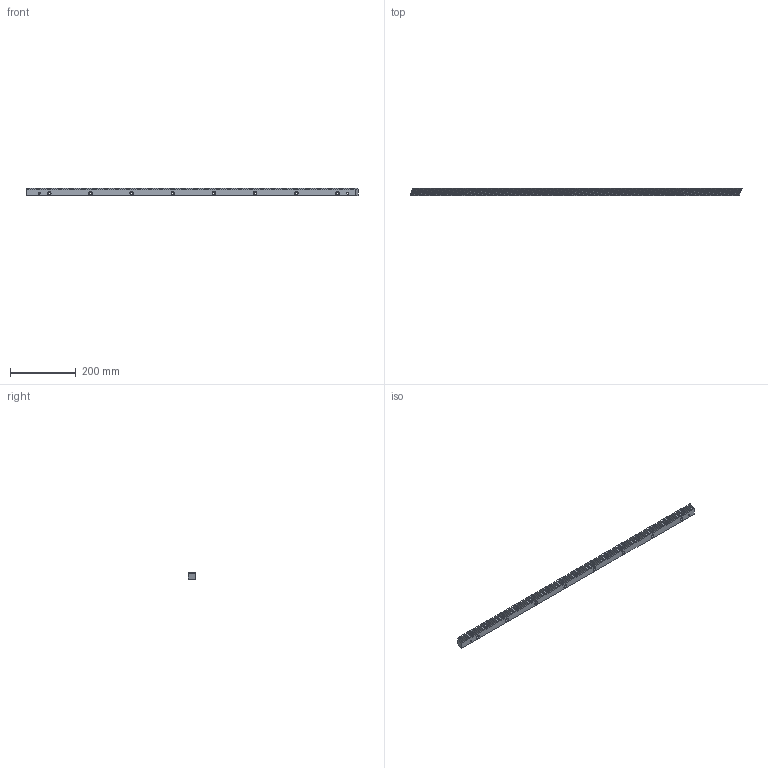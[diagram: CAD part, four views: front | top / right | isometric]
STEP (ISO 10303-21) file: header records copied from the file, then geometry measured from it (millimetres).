
FILE_DESCRIPTION(('STEP AP214'),'1');
FILE_NAME('143-020-210.stp','2017-10-10T15:24:12',('TraceParts'),('TraceParts S.A.'),'Spatial InterOp 3D',' ',' ');
FILE_SCHEMA(('automotive_design'));
Length unit declared in the file: millimetre
Products named in the file (1): 143-020-210
Bounding box: 1007.91 x 24 x 24 mm (x, y, z)
Volume: 511067.3 mm3; surface area: 120665.5 mm2
Topology: 1 solids, 1 shells, 651 faces, 1923 edges, 1282 vertices
Faces by surface type: plane 615, cylinder 36
Entity records: 26602 total; most frequent: CARTESIAN_POINT 3857, ORIENTED_EDGE 3846, DIRECTION 3299, EDGE_CURVE 1923, LINE 1851, VECTOR 1851, VERTEX_POINT 1282, AXIS2_PLACEMENT_3D 724
